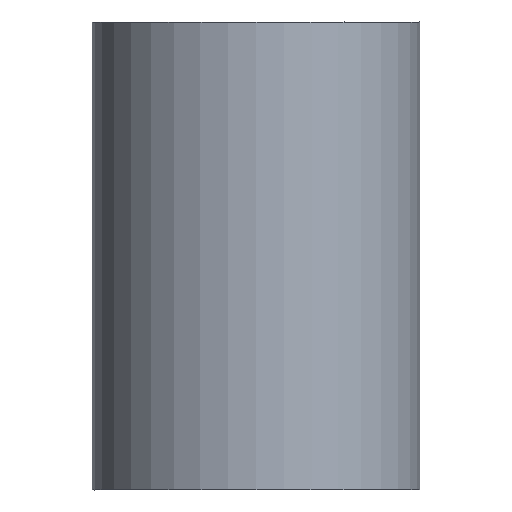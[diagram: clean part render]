
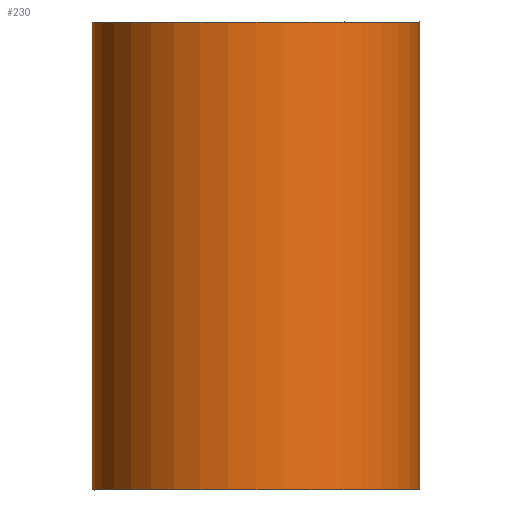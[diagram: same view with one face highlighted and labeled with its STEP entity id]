
A CAD part, left-side view. The second image highlights one B-rep face of the part: STEP entity #230.
In plain terms, the highlighted cylindrical face has radius 3.5 mm (diameter 7 mm), a partial arc.
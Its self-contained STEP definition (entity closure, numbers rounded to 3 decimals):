
#36=FACE_OUTER_BOUND('',#52,.T.);
#52=EDGE_LOOP('',(#195,#196,#197,#198));
#68=LINE('',#381,#86);
#74=LINE('',#396,#92);
#86=VECTOR('',#314,10.);
#92=VECTOR('',#328,10.);
#103=CIRCLE('',#267,3.5);
#104=CIRCLE('',#268,3.5);
#117=VERTEX_POINT('',#377);
#119=VERTEX_POINT('',#380);
#123=VERTEX_POINT('',#392);
#124=VERTEX_POINT('',#394);
#144=EDGE_CURVE('',#117,#119,#68,.T.);
#152=EDGE_CURVE('',#123,#124,#74,.T.);
#153=EDGE_CURVE('',#117,#123,#103,.T.);
#154=EDGE_CURVE('',#119,#124,#104,.T.);
#195=ORIENTED_EDGE('',*,*,#153,.T.);
#196=ORIENTED_EDGE('',*,*,#152,.T.);
#197=ORIENTED_EDGE('',*,*,#154,.F.);
#198=ORIENTED_EDGE('',*,*,#144,.F.);
#220=CYLINDRICAL_SURFACE('',#266,3.5);
#230=ADVANCED_FACE('',(#36),#220,.T.);
#266=AXIS2_PLACEMENT_3D('',#397,#329,#330);
#267=AXIS2_PLACEMENT_3D('',#398,#331,#332);
#268=AXIS2_PLACEMENT_3D('',#399,#333,#334);
#314=DIRECTION('',(0.,0.,1.));
#328=DIRECTION('',(0.,0.,1.));
#329=DIRECTION('center_axis',(0.,0.,
1.));
#330=DIRECTION('ref_axis',(0.,1.,0.));
#331=DIRECTION('center_axis',(0.,0.,
1.));
#332=DIRECTION('ref_axis',(0.,1.,0.));
#333=DIRECTION('center_axis',(0.,0.,
1.));
#334=DIRECTION('ref_axis',(0.,1.,0.));
#377=CARTESIAN_POINT('',(281.558,263.17,112.764));
#380=CARTESIAN_POINT('',(281.558,263.17,122.764));
#381=CARTESIAN_POINT('',(281.558,263.17,112.764));
#392=CARTESIAN_POINT('',(281.558,256.17,112.764));
#394=CARTESIAN_POINT('',(281.558,256.17,122.764));
#396=CARTESIAN_POINT('',(281.558,256.17,112.764));
#397=CARTESIAN_POINT('Origin',(281.558,259.67,112.764));
#398=CARTESIAN_POINT('Origin',(281.558,259.67,112.764));
#399=CARTESIAN_POINT('Origin',(281.558,259.67,122.764));
